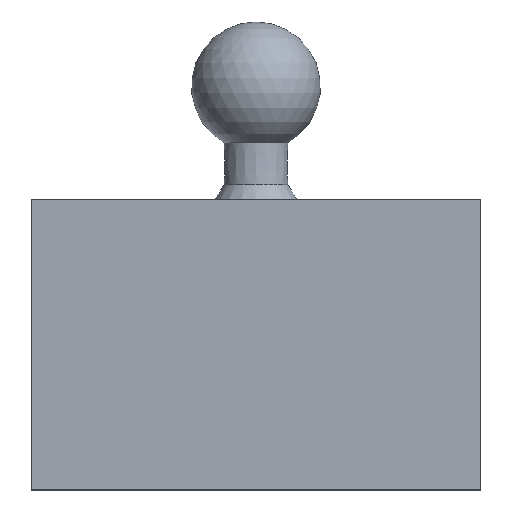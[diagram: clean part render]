
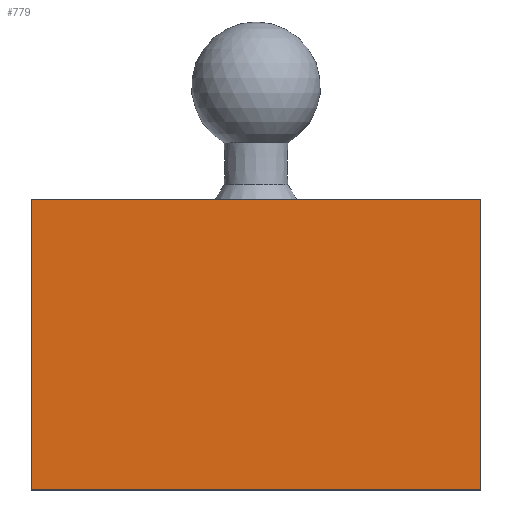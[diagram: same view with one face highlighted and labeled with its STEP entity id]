
A CAD part, top view. The second image highlights one B-rep face of the part: STEP entity #779.
In plain terms, the highlighted face is planar.
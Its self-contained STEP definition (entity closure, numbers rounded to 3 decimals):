
#42=PLANE('',#843);
#83=FACE_OUTER_BOUND('',#129,.T.);
#129=EDGE_LOOP('',(#682,#683,#684,#685));
#235=LINE('',#2812,#284);
#245=LINE('',#2832,#294);
#246=LINE('',#2834,#295);
#247=LINE('',#2835,#296);
#284=VECTOR('',#963,10.);
#294=VECTOR('',#983,10.);
#295=VECTOR('',#984,10.);
#296=VECTOR('',#985,10.);
#363=VERTEX_POINT('',#2809);
#364=VERTEX_POINT('',#2811);
#369=VERTEX_POINT('',#2831);
#370=VERTEX_POINT('',#2833);
#468=EDGE_CURVE('',#363,#364,#235,.T.);
#478=EDGE_CURVE('',#369,#363,#245,.T.);
#479=EDGE_CURVE('',#370,#369,#246,.T.);
#480=EDGE_CURVE('',#370,#364,#247,.T.);
#682=ORIENTED_EDGE('',*,*,#478,.F.);
#683=ORIENTED_EDGE('',*,*,#479,.F.);
#684=ORIENTED_EDGE('',*,*,#480,.T.);
#685=ORIENTED_EDGE('',*,*,#468,.F.);
#779=ADVANCED_FACE('',(#83),#42,.T.);
#843=AXIS2_PLACEMENT_3D('',#2830,#981,#982);
#963=DIRECTION('',(-1.,0.,0.));
#981=DIRECTION('center_axis',(0.,-1.,0.));
#982=DIRECTION('ref_axis',(1.,0.,0.));
#983=DIRECTION('',(0.,0.,-1.));
#984=DIRECTION('',(1.,0.,0.));
#985=DIRECTION('',(0.,0.,-1.));
#2809=CARTESIAN_POINT('',(24.756,-22.75,-23.875));
#2811=CARTESIAN_POINT('',(-24.756,-22.75,-23.875));
#2812=CARTESIAN_POINT('',(24.756,-22.75,-23.875));
#2830=CARTESIAN_POINT('Origin',(-24.756,-22.75,-20.875));
#2831=CARTESIAN_POINT('',(24.756,-22.75,8.125));
#2832=CARTESIAN_POINT('',(24.756,-22.75,-20.875));
#2833=CARTESIAN_POINT('',(-24.756,-22.75,8.125));
#2834=CARTESIAN_POINT('',(24.756,-22.75,8.125));
#2835=CARTESIAN_POINT('',(-24.756,-22.75,-20.875));
